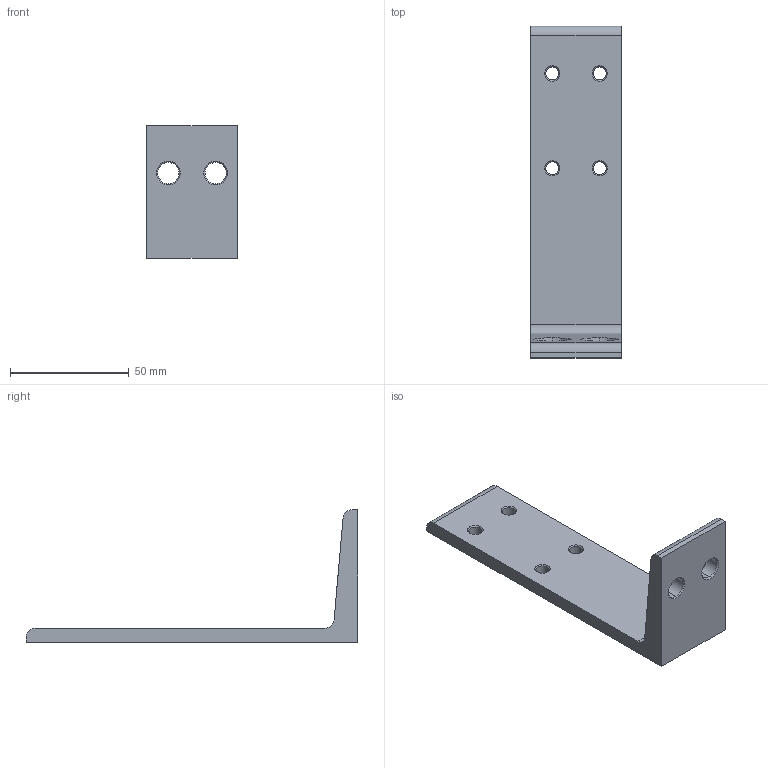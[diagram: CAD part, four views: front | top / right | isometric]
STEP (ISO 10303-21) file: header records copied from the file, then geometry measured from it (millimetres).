
FILE_DESCRIPTION (( 'STEP AP214' ), '1' );
FILE_NAME ('093ba140d40.STEP', '2014-05-26T12:53:29', ( '' ), ( '' ), 'SwSTEP 2.0', 'SolidWorks 2014', '' );
FILE_SCHEMA (( 'AUTOMOTIVE_DESIGN' ));
Length unit declared in the file: millimetre
Products named in the file (1): 093ba140d40
Bounding box: 38 x 140 x 56 mm (x, y, z)
Volume: 45551 mm3; surface area: 17427.6 mm2
Topology: 1 solids, 1 shells, 53 faces, 123 edges, 74 vertices
Faces by surface type: cone 24, cylinder 19, plane 10
Entity records: 1561 total; most frequent: DIRECTION 285, CARTESIAN_POINT 263, ORIENTED_EDGE 246, EDGE_CURVE 123, AXIS2_PLACEMENT_3D 112, VERTEX_POINT 74, EDGE_LOOP 67, LINE 61
